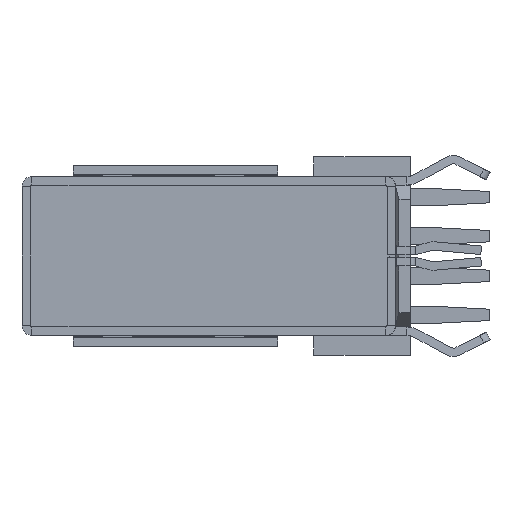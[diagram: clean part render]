
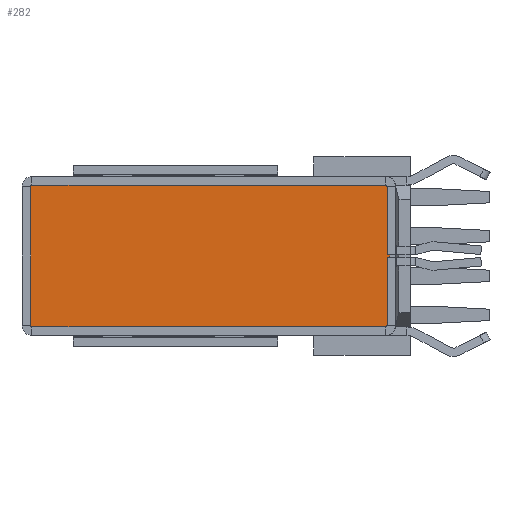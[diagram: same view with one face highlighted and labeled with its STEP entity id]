
A CAD part, front view. The second image highlights one B-rep face of the part: STEP entity #282.
In plain terms, the highlighted planar face has unit normal (0, -1, 0).
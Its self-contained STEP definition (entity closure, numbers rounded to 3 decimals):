
#282 = ADVANCED_FACE ( 'NONE', ( #13213 ), #22422, .F. ) ;
#505 = CARTESIAN_POINT ( 'NONE',  ( -6.285, -5.925, 0. ) ) ;
#980 = DIRECTION ( 'NONE',  ( 0., -1., 0. ) ) ;
#1810 = CARTESIAN_POINT ( 'NONE',  ( 6.383, -5.925, -2.85 ) ) ;
#1857 = VERTEX_POINT ( 'NONE', #27759 ) ;
#1907 = CARTESIAN_POINT ( 'NONE',  ( 6.235, -5.925, -5.3 ) ) ;
#1986 = EDGE_CURVE ( 'NONE', #14457, #12744, #26834, .T. ) ;
#2360 = LINE ( 'NONE', #19930, #19774 ) ;
#2463 = EDGE_CURVE ( 'NONE', #10766, #18108, #20443, .T. ) ;
#3119 = CARTESIAN_POINT ( 'NONE',  ( -6.235, -5.925, -0.3 ) ) ;
#3131 = EDGE_CURVE ( 'NONE', #1857, #19247, #15058, .T. ) ;
#3805 = AXIS2_PLACEMENT_3D ( 'NONE', #14422, #5922, #23215 ) ;
#4229 = VERTEX_POINT ( 'NONE', #1907 ) ;
#4338 = CIRCLE ( 'NONE', #26429, 0.05 ) ;
#5562 = EDGE_CURVE ( 'NONE', #22065, #10766, #16215, .T. ) ;
#5730 = CIRCLE ( 'NONE', #26431, 0.05 ) ;
#5922 = DIRECTION ( 'NONE',  ( 0., -1., 0. ) ) ;
#6128 = CARTESIAN_POINT ( 'NONE',  ( 6.585, -5.925, -2.75 ) ) ;
#6328 = VERTEX_POINT ( 'NONE', #18941 ) ;
#7165 = VECTOR ( 'NONE', #23143, 1000. ) ;
#7360 = AXIS2_PLACEMENT_3D ( 'NONE', #21706, #15639, #9294 ) ;
#7595 = ORIENTED_EDGE ( 'NONE', *, *, #26600, .F. ) ;
#7989 = EDGE_CURVE ( 'NONE', #11689, #14495, #9858, .T. ) ;
#8242 = VECTOR ( 'NONE', #8596, 1000. ) ;
#8596 = DIRECTION ( 'NONE',  ( 0., 0., -1. ) ) ;
#8816 = CARTESIAN_POINT ( 'NONE',  ( -6.235, -5.925, -5.3 ) ) ;
#8878 = DIRECTION ( 'NONE',  ( 0., 1., 0. ) ) ;
#8991 = EDGE_CURVE ( 'NONE', #22065, #1857, #24026, .T. ) ;
#9067 = EDGE_CURVE ( 'NONE', #4229, #6328, #19786, .T. ) ;
#9294 = DIRECTION ( 'NONE',  ( 0., 0., 1. ) ) ;
#9348 = DIRECTION ( 'NONE',  ( -1., 0., 0. ) ) ;
#9402 = ORIENTED_EDGE ( 'NONE', *, *, #8991, .F. ) ;
#9579 = EDGE_CURVE ( 'NONE', #12744, #6328, #2360, .T. ) ;
#9858 = LINE ( 'NONE', #505, #22547 ) ;
#9913 = ORIENTED_EDGE ( 'NONE', *, *, #9067, .T. ) ;
#10034 = ORIENTED_EDGE ( 'NONE', *, *, #9579, .F. ) ;
#10150 = VECTOR ( 'NONE', #9348, 1000. ) ;
#10186 = AXIS2_PLACEMENT_3D ( 'NONE', #19826, #8878, #17656 ) ;
#10457 = DIRECTION ( 'NONE',  ( 1., 0., 0. ) ) ;
#10736 = CARTESIAN_POINT ( 'NONE',  ( -6.285, -5.925, -5.25 ) ) ;
#10766 = VERTEX_POINT ( 'NONE', #28079 ) ;
#10872 = ORIENTED_EDGE ( 'NONE', *, *, #24414, .T. ) ;
#11119 = VERTEX_POINT ( 'NONE', #8816 ) ;
#11457 = CARTESIAN_POINT ( 'NONE',  ( -6.285, -5.925, -0.35 ) ) ;
#11689 = VERTEX_POINT ( 'NONE', #10736 ) ;
#12053 = CARTESIAN_POINT ( 'NONE',  ( 6.383, -5.925, -5.333 ) ) ;
#12108 = VECTOR ( 'NONE', #22652, 1000. ) ;
#12744 = VERTEX_POINT ( 'NONE', #27654 ) ;
#12967 = ORIENTED_EDGE ( 'NONE', *, *, #5562, .T. ) ;
#13213 = FACE_OUTER_BOUND ( 'NONE', #13567, .T. ) ;
#13425 = EDGE_CURVE ( 'NONE', #18108, #14495, #5730, .T. ) ;
#13567 = EDGE_LOOP ( 'NONE', ( #21894, #10872, #14468, #9402, #12967, #25645, #16312, #13672, #13975, #7595, #9913, #10034 ) ) ;
#13672 = ORIENTED_EDGE ( 'NONE', *, *, #7989, .F. ) ;
#13693 = CARTESIAN_POINT ( 'NONE',  ( 4.025, -5.925, -0.3 ) ) ;
#13975 = ORIENTED_EDGE ( 'NONE', *, *, #16586, .T. ) ;
#14422 = CARTESIAN_POINT ( 'NONE',  ( 6.235, -5.925, -0.35 ) ) ;
#14457 = VERTEX_POINT ( 'NONE', #1810 ) ;
#14468 = ORIENTED_EDGE ( 'NONE', *, *, #3131, .F. ) ;
#14495 = VERTEX_POINT ( 'NONE', #11457 ) ;
#14715 = CARTESIAN_POINT ( 'NONE',  ( 6.383, -5.925, -2.75 ) ) ;
#15058 = LINE ( 'NONE', #6128, #19946 ) ;
#15639 = DIRECTION ( 'NONE',  ( 0., -1., 0. ) ) ;
#16215 = CIRCLE ( 'NONE', #3805, 0.05 ) ;
#16312 = ORIENTED_EDGE ( 'NONE', *, *, #13425, .T. ) ;
#16586 = EDGE_CURVE ( 'NONE', #11689, #11119, #4338, .T. ) ;
#17637 = DIRECTION ( 'NONE',  ( 0., 0., 1. ) ) ;
#17656 = DIRECTION ( 'NONE',  ( 0., 0., 1. ) ) ;
#18108 = VERTEX_POINT ( 'NONE', #3119 ) ;
#18941 = CARTESIAN_POINT ( 'NONE',  ( 6.285, -5.925, -5.25 ) ) ;
#19247 = VERTEX_POINT ( 'NONE', #14715 ) ;
#19774 = VECTOR ( 'NONE', #20079, 1000. ) ;
#19786 = CIRCLE ( 'NONE', #7360, 0.05 ) ;
#19826 = CARTESIAN_POINT ( 'NONE',  ( -6.295, -5.925, -0.3 ) ) ;
#19930 = CARTESIAN_POINT ( 'NONE',  ( 6.285, -5.925, -5.6 ) ) ;
#19946 = VECTOR ( 'NONE', #10457, 1000. ) ;
#20079 = DIRECTION ( 'NONE',  ( 0., 0., -1. ) ) ;
#20338 = CARTESIAN_POINT ( 'NONE',  ( 6.585, -5.925, -2.85 ) ) ;
#20443 = LINE ( 'NONE', #13693, #10150 ) ;
#21260 = LINE ( 'NONE', #12053, #7165 ) ;
#21430 = CARTESIAN_POINT ( 'NONE',  ( 6.285, -5.925, -5.6 ) ) ;
#21706 = CARTESIAN_POINT ( 'NONE',  ( 6.235, -5.925, -5.25 ) ) ;
#21733 = CARTESIAN_POINT ( 'NONE',  ( -6.585, -5.925, -5.3 ) ) ;
#21828 = CARTESIAN_POINT ( 'NONE',  ( -6.235, -5.925, -0.35 ) ) ;
#21894 = ORIENTED_EDGE ( 'NONE', *, *, #1986, .F. ) ;
#22065 = VERTEX_POINT ( 'NONE', #26779 ) ;
#22422 = PLANE ( 'NONE',  #10186 ) ;
#22547 = VECTOR ( 'NONE', #22852, 1000. ) ;
#22652 = DIRECTION ( 'NONE',  ( -1., 0., 0. ) ) ;
#22803 = DIRECTION ( 'NONE',  ( 0., -1., 0. ) ) ;
#22852 = DIRECTION ( 'NONE',  ( 0., 0., 1. ) ) ;
#23143 = DIRECTION ( 'NONE',  ( 0., 0., 1. ) ) ;
#23215 = DIRECTION ( 'NONE',  ( 0., 0., 1. ) ) ;
#24026 = LINE ( 'NONE', #21430, #8242 ) ;
#24054 = LINE ( 'NONE', #21733, #27964 ) ;
#24414 = EDGE_CURVE ( 'NONE', #14457, #19247, #21260, .T. ) ;
#25645 = ORIENTED_EDGE ( 'NONE', *, *, #2463, .T. ) ;
#26213 = DIRECTION ( 'NONE',  ( -1., 0., 0. ) ) ;
#26429 = AXIS2_PLACEMENT_3D ( 'NONE', #27082, #980, #27364 ) ;
#26431 = AXIS2_PLACEMENT_3D ( 'NONE', #21828, #22803, #17637 ) ;
#26600 = EDGE_CURVE ( 'NONE', #4229, #11119, #24054, .T. ) ;
#26779 = CARTESIAN_POINT ( 'NONE',  ( 6.285, -5.925, -0.35 ) ) ;
#26834 = LINE ( 'NONE', #20338, #12108 ) ;
#27082 = CARTESIAN_POINT ( 'NONE',  ( -6.235, -5.925, -5.25 ) ) ;
#27364 = DIRECTION ( 'NONE',  ( 0., 0., 1. ) ) ;
#27654 = CARTESIAN_POINT ( 'NONE',  ( 6.285, -5.925, -2.85 ) ) ;
#27759 = CARTESIAN_POINT ( 'NONE',  ( 6.285, -5.925, -2.75 ) ) ;
#27964 = VECTOR ( 'NONE', #26213, 1000. ) ;
#28079 = CARTESIAN_POINT ( 'NONE',  ( 6.235, -5.925, -0.3 ) ) ;
